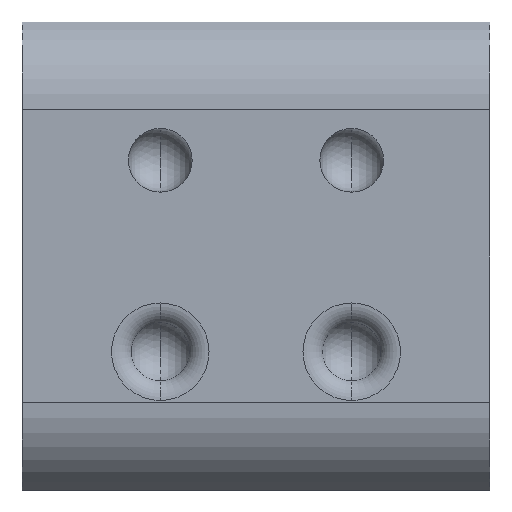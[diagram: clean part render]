
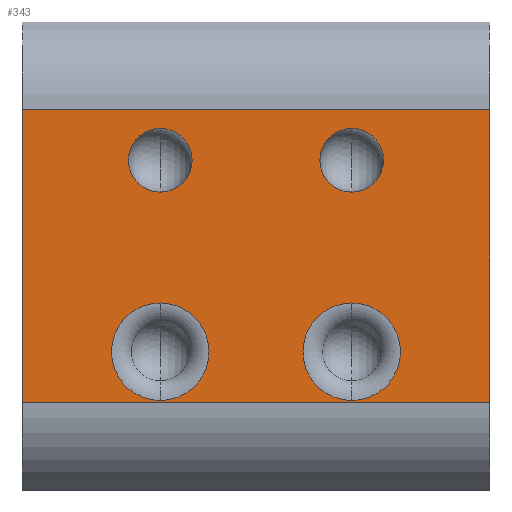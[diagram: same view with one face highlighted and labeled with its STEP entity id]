
A CAD part, front view. The second image highlights one B-rep face of the part: STEP entity #343.
In plain terms, the highlighted planar face has unit normal (0, -1, 0).
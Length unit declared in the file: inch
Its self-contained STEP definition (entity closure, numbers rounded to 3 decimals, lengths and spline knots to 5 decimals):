
#1 = CARTESIAN_POINT ( 'NONE',  ( 0.11, -0.01, 0.06879 ) ) ;
#2 = DIRECTION ( 'NONE',  ( 0., 0., -1. ) ) ;
#5 = DIRECTION ( 'NONE',  ( 0., 0., 1. ) ) ;
#6 = DIRECTION ( 'NONE',  ( 0., -1., 0. ) ) ;
#8 = AXIS2_PLACEMENT_3D ( 'NONE', #898, #393, #5 ) ;
#13 = AXIS2_PLACEMENT_3D ( 'NONE', #885, #378, #929 ) ;
#38 = PLANE ( 'NONE',  #358 ) ;
#56 = CARTESIAN_POINT ( 'NONE',  ( 0.045, -0.01, -0.02209 ) ) ;
#68 = CARTESIAN_POINT ( 'NONE',  ( 0.11, -0.01, -0.06879 ) ) ;
#102 = EDGE_CURVE ( 'NONE', #739, #722, #586, .T. ) ;
#113 = CARTESIAN_POINT ( 'NONE',  ( -0.045, -0.01, 0.045 ) ) ;
#117 = AXIS2_PLACEMENT_3D ( 'NONE', #113, #641, #169 ) ;
#133 = VERTEX_POINT ( 'NONE', #488 ) ;
#154 = EDGE_CURVE ( 'NONE', #722, #864, #563, .T. ) ;
#161 = CARTESIAN_POINT ( 'NONE',  ( -0.11, -0.01, -0.06879 ) ) ;
#163 = VERTEX_POINT ( 'NONE', #905 ) ;
#169 = DIRECTION ( 'NONE',  ( 0., 0., -1. ) ) ;
#171 = CARTESIAN_POINT ( 'NONE',  ( -0.045, -0.01, 0.03 ) ) ;
#174 = CARTESIAN_POINT ( 'NONE',  ( 0.11, -0.01, -0.06879 ) ) ;
#219 = VECTOR ( 'NONE', #577, 39.37008 ) ;
#226 = DIRECTION ( 'NONE',  ( 0., 1., 0. ) ) ;
#228 = DIRECTION ( 'NONE',  ( 0., 0., 1. ) ) ;
#233 = CARTESIAN_POINT ( 'NONE',  ( -0.11, -0.01, 0.06879 ) ) ;
#248 = LINE ( 'NONE', #886, #219 ) ;
#274 = CIRCLE ( 'NONE', #117, 0.015 ) ;
#275 = EDGE_CURVE ( 'NONE', #163, #789, #505, .T. ) ;
#277 = ORIENTED_EDGE ( 'NONE', *, *, #418, .F. ) ;
#304 = CARTESIAN_POINT ( 'NONE',  ( 0.11, -0.01, -0.06879 ) ) ;
#314 = CARTESIAN_POINT ( 'NONE',  ( 0.11, -0.01, 0.06879 ) ) ;
#320 = CIRCLE ( 'NONE', #919, 0.015 ) ;
#331 = CIRCLE ( 'NONE', #8, 0.02291 ) ;
#333 = EDGE_CURVE ( 'NONE', #698, #764, #472, .T. ) ;
#343 = ADVANCED_FACE ( 'NONE', ( #469, #467, #466, #464, #463 ), #38, .F. ) ;
#353 = CIRCLE ( 'NONE', #13, 0.02291 ) ;
#358 = AXIS2_PLACEMENT_3D ( 'NONE', #304, #718, #228 ) ;
#361 = CARTESIAN_POINT ( 'NONE',  ( 0.045, -0.01, -0.045 ) ) ;
#365 = CIRCLE ( 'NONE', #884, 0.02291 ) ;
#370 = CARTESIAN_POINT ( 'NONE',  ( -0.045, -0.01, 0.045 ) ) ;
#371 = EDGE_CURVE ( 'NONE', #474, #864, #443, .T. ) ;
#378 = DIRECTION ( 'NONE',  ( 0., 1., 0. ) ) ;
#381 = DIRECTION ( 'NONE',  ( -1., 0., 0. ) ) ;
#386 = DIRECTION ( 'NONE',  ( 0., -1., 0. ) ) ;
#391 = CARTESIAN_POINT ( 'NONE',  ( -0.045, -0.01, 0.06 ) ) ;
#393 = DIRECTION ( 'NONE',  ( 0., 1., 0. ) ) ;
#394 = CARTESIAN_POINT ( 'NONE',  ( 0.045, -0.01, 0.045 ) ) ;
#403 = CARTESIAN_POINT ( 'NONE',  ( 0.045, -0.01, 0.06 ) ) ;
#418 = EDGE_CURVE ( 'NONE', #133, #500, #431, .T. ) ;
#431 = CIRCLE ( 'NONE', #480, 0.015 ) ;
#442 = VECTOR ( 'NONE', #727, 39.37008 ) ;
#443 = LINE ( 'NONE', #174, #442 ) ;
#446 = DIRECTION ( 'NONE',  ( 0., 0., 1. ) ) ;
#454 = DIRECTION ( 'NONE',  ( 0., 0., -1. ) ) ;
#455 = ORIENTED_EDGE ( 'NONE', *, *, #777, .T. ) ;
#463 = FACE_BOUND ( 'NONE', #479, .T. ) ;
#464 = FACE_BOUND ( 'NONE', #705, .T. ) ;
#466 = FACE_BOUND ( 'NONE', #682, .T. ) ;
#467 = FACE_BOUND ( 'NONE', #622, .T. ) ;
#469 = FACE_OUTER_BOUND ( 'NONE', #514, .T. ) ;
#472 = CIRCLE ( 'NONE', #786, 0.015 ) ;
#474 = VERTEX_POINT ( 'NONE', #68 ) ;
#479 = EDGE_LOOP ( 'NONE', ( #558, #854 ) ) ;
#480 = AXIS2_PLACEMENT_3D ( 'NONE', #893, #386, #2 ) ;
#483 = VERTEX_POINT ( 'NONE', #497 ) ;
#488 = CARTESIAN_POINT ( 'NONE',  ( 0.045, -0.01, 0.03 ) ) ;
#491 = DIRECTION ( 'NONE',  ( 0., 0., -1. ) ) ;
#492 = ORIENTED_EDGE ( 'NONE', *, *, #371, .F. ) ;
#494 = DIRECTION ( 'NONE',  ( 0., 0., -1. ) ) ;
#497 = CARTESIAN_POINT ( 'NONE',  ( -0.045, -0.01, -0.06791 ) ) ;
#500 = VERTEX_POINT ( 'NONE', #403 ) ;
#505 = CIRCLE ( 'NONE', #509, 0.02291 ) ;
#509 = AXIS2_PLACEMENT_3D ( 'NONE', #361, #920, #446 ) ;
#514 = EDGE_LOOP ( 'NONE', ( #894, #492, #769, #633 ) ) ;
#550 = VECTOR ( 'NONE', #494, 39.37008 ) ;
#558 = ORIENTED_EDGE ( 'NONE', *, *, #877, .T. ) ;
#563 = LINE ( 'NONE', #752, #550 ) ;
#577 = DIRECTION ( 'NONE',  ( 0., 0., -1. ) ) ;
#582 = VECTOR ( 'NONE', #381, 39.37008 ) ;
#586 = LINE ( 'NONE', #314, #582 ) ;
#622 = EDGE_LOOP ( 'NONE', ( #455, #792 ) ) ;
#633 = ORIENTED_EDGE ( 'NONE', *, *, #102, .T. ) ;
#641 = DIRECTION ( 'NONE',  ( 0., 1., 0. ) ) ;
#664 = ORIENTED_EDGE ( 'NONE', *, *, #802, .F. ) ;
#667 = CARTESIAN_POINT ( 'NONE',  ( -0.045, -0.01, -0.02209 ) ) ;
#678 = EDGE_CURVE ( 'NONE', #835, #483, #365, .T. ) ;
#682 = EDGE_LOOP ( 'NONE', ( #664, #277 ) ) ;
#692 = ORIENTED_EDGE ( 'NONE', *, *, #710, .T. ) ;
#698 = VERTEX_POINT ( 'NONE', #171 ) ;
#705 = EDGE_LOOP ( 'NONE', ( #823, #692 ) ) ;
#710 = EDGE_CURVE ( 'NONE', #483, #835, #353, .T. ) ;
#715 = CARTESIAN_POINT ( 'NONE',  ( -0.045, -0.01, -0.045 ) ) ;
#718 = DIRECTION ( 'NONE',  ( 0., 1., 0. ) ) ;
#722 = VERTEX_POINT ( 'NONE', #233 ) ;
#727 = DIRECTION ( 'NONE',  ( -1., 0., 0. ) ) ;
#739 = VERTEX_POINT ( 'NONE', #1 ) ;
#752 = CARTESIAN_POINT ( 'NONE',  ( -0.11, -0.01, -0.06879 ) ) ;
#764 = VERTEX_POINT ( 'NONE', #391 ) ;
#769 = ORIENTED_EDGE ( 'NONE', *, *, #918, .F. ) ;
#777 = EDGE_CURVE ( 'NONE', #789, #163, #331, .T. ) ;
#786 = AXIS2_PLACEMENT_3D ( 'NONE', #370, #924, #454 ) ;
#789 = VERTEX_POINT ( 'NONE', #56 ) ;
#792 = ORIENTED_EDGE ( 'NONE', *, *, #275, .T. ) ;
#802 = EDGE_CURVE ( 'NONE', #500, #133, #320, .T. ) ;
#811 = DIRECTION ( 'NONE',  ( 0., 0., 1. ) ) ;
#823 = ORIENTED_EDGE ( 'NONE', *, *, #678, .T. ) ;
#835 = VERTEX_POINT ( 'NONE', #667 ) ;
#854 = ORIENTED_EDGE ( 'NONE', *, *, #333, .T. ) ;
#864 = VERTEX_POINT ( 'NONE', #161 ) ;
#877 = EDGE_CURVE ( 'NONE', #764, #698, #274, .T. ) ;
#884 = AXIS2_PLACEMENT_3D ( 'NONE', #715, #226, #811 ) ;
#885 = CARTESIAN_POINT ( 'NONE',  ( -0.045, -0.01, -0.045 ) ) ;
#886 = CARTESIAN_POINT ( 'NONE',  ( 0.11, -0.01, -0.06879 ) ) ;
#893 = CARTESIAN_POINT ( 'NONE',  ( 0.045, -0.01, 0.045 ) ) ;
#894 = ORIENTED_EDGE ( 'NONE', *, *, #154, .T. ) ;
#898 = CARTESIAN_POINT ( 'NONE',  ( 0.045, -0.01, -0.045 ) ) ;
#905 = CARTESIAN_POINT ( 'NONE',  ( 0.045, -0.01, -0.06791 ) ) ;
#918 = EDGE_CURVE ( 'NONE', #739, #474, #248, .T. ) ;
#919 = AXIS2_PLACEMENT_3D ( 'NONE', #394, #6, #491 ) ;
#920 = DIRECTION ( 'NONE',  ( 0., 1., 0. ) ) ;
#924 = DIRECTION ( 'NONE',  ( 0., 1., 0. ) ) ;
#929 = DIRECTION ( 'NONE',  ( 0., 0., 1. ) ) ;
